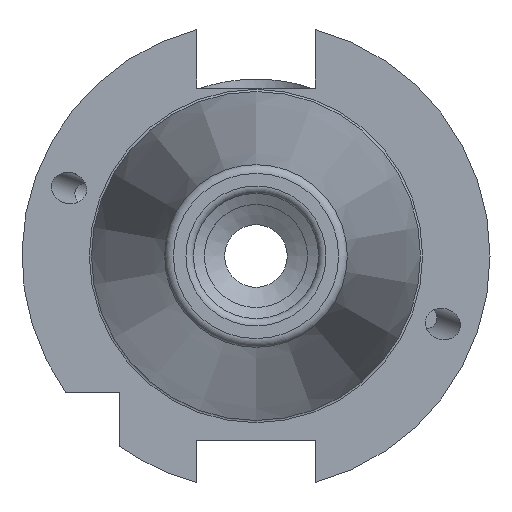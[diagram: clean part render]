
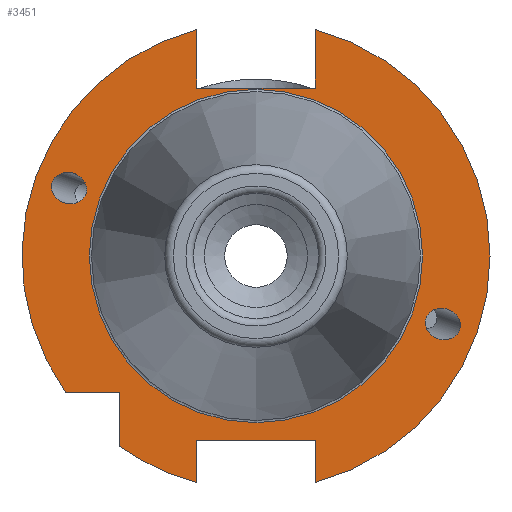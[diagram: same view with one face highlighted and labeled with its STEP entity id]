
A CAD part, left-side view. The second image highlights one B-rep face of the part: STEP entity #3451.
In plain terms, the highlighted planar face has unit normal (-1, 0, 0).
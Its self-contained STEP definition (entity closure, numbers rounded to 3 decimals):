
#487=CARTESIAN_POINT('',(3.2,-8.05,22.8));
#488=VERTEX_POINT('',#487);
#495=CARTESIAN_POINT('',(3.2,-8.05,30.738));
#496=VERTEX_POINT('',#495);
#497=CARTESIAN_POINT('',(3.2,-8.05,30.738));
#498=DIRECTION('',(0.0,0.0,-1.0));
#499=VECTOR('',#498,7.938);
#500=LINE('',#497,#499);
#501=EDGE_CURVE('',#496,#488,#500,.T.);
#1642=CARTESIAN_POINT('',(3.2,-23.093,-8.405));
#1643=VERTEX_POINT('',#1642);
#1644=CARTESIAN_POINT('',(3.2,-25.372,-9.235));
#1645=DIRECTION('',(1.0,0.0,0.0));
#1646=DIRECTION('',(0.0,-0.94,-0.342));
#1647=AXIS2_PLACEMENT_3D('',#1644,#1645,#1646);
#1648=ELLIPSE('',#1647,2.425,2.1);
#1649=EDGE_CURVE('',#1643,#1643,#1648,.T.);
#1679=CARTESIAN_POINT('',(3.2,23.093,8.405));
#1680=VERTEX_POINT('',#1679);
#1681=CARTESIAN_POINT('',(3.2,25.372,9.235));
#1682=DIRECTION('',(1.0,0.0,0.0));
#1683=DIRECTION('',(0.0,0.94,0.342));
#1684=AXIS2_PLACEMENT_3D('',#1681,#1682,#1683);
#1685=ELLIPSE('',#1684,2.425,2.1);
#1686=EDGE_CURVE('',#1680,#1680,#1685,.T.);
#2615=CARTESIAN_POINT('',(3.2,18.5,-18.5));
#2616=VERTEX_POINT('',#2615);
#2617=CARTESIAN_POINT('',(3.2,18.5,-25.834));
#2618=VERTEX_POINT('',#2617);
#2619=CARTESIAN_POINT('',(3.2,18.5,-18.5));
#2620=DIRECTION('',(0.0,0.0,-1.0));
#2621=VECTOR('',#2620,7.334);
#2622=LINE('',#2619,#2621);
#2623=EDGE_CURVE('',#2616,#2618,#2622,.T.);
#2738=CARTESIAN_POINT('',(3.2,25.834,-18.5));
#2739=VERTEX_POINT('',#2738);
#2740=CARTESIAN_POINT('',(3.2,25.834,-18.5));
#2741=DIRECTION('',(0.0,-1.0,0.0));
#2742=VECTOR('',#2741,7.334);
#2743=LINE('',#2740,#2742);
#2744=EDGE_CURVE('',#2739,#2616,#2743,.T.);
#2839=CARTESIAN_POINT('',(3.2,8.05,30.738));
#2840=VERTEX_POINT('',#2839);
#2841=CARTESIAN_POINT('',(3.2,0.0,0.));
#2842=DIRECTION('',(-1.0,0.0,0.));
#2843=DIRECTION('',(0.,0.0,1.0));
#2844=AXIS2_PLACEMENT_3D('',#2841,#2842,#2843);
#2845=CIRCLE('',#2844,31.775);
#2846=EDGE_CURVE('',#2840,#2739,#2845,.T.);
#3234=CARTESIAN_POINT('',(3.2,8.05,-25.0));
#3235=VERTEX_POINT('',#3234);
#3242=CARTESIAN_POINT('',(3.2,8.05,-30.738));
#3243=VERTEX_POINT('',#3242);
#3244=CARTESIAN_POINT('',(3.2,8.05,-30.738));
#3245=DIRECTION('',(0.0,0.0,1.0));
#3246=VECTOR('',#3245,5.738);
#3247=LINE('',#3244,#3246);
#3248=EDGE_CURVE('',#3243,#3235,#3247,.T.);
#3298=CARTESIAN_POINT('',(3.2,-8.05,-30.738));
#3299=VERTEX_POINT('',#3298);
#3306=CARTESIAN_POINT('',(3.2,-8.05,-25.0));
#3307=VERTEX_POINT('',#3306);
#3308=CARTESIAN_POINT('',(3.2,-8.05,-25.0));
#3309=DIRECTION('',(0.0,0.0,-1.0));
#3310=VECTOR('',#3309,5.738);
#3311=LINE('',#3308,#3310);
#3312=EDGE_CURVE('',#3307,#3299,#3311,.T.);
#3331=CARTESIAN_POINT('',(3.2,8.05,-25.0));
#3332=DIRECTION('',(0.0,-1.0,0.0));
#3333=VECTOR('',#3332,16.1);
#3334=LINE('',#3331,#3333);
#3335=EDGE_CURVE('',#3235,#3307,#3334,.T.);
#3392=CARTESIAN_POINT('',(3.2,0.0,27.233));
#3393=DIRECTION('',(-1.0,0.0,0.0));
#3394=DIRECTION('',(0.0,0.0,1.0));
#3395=AXIS2_PLACEMENT_3D('',#3392,#3393,#3394);
#3396=PLANE('',#3395);
#3397=ORIENTED_EDGE('',*,*,#2623,.T.);
#3398=CARTESIAN_POINT('',(3.2,0.0,0.));
#3399=DIRECTION('',(-1.0,0.0,0.));
#3400=DIRECTION('',(0.,0.0,1.0));
#3401=AXIS2_PLACEMENT_3D('',#3398,#3399,#3400);
#3402=CIRCLE('',#3401,31.775);
#3403=EDGE_CURVE('',#2618,#3243,#3402,.T.);
#3404=ORIENTED_EDGE('',*,*,#3403,.T.);
#3405=ORIENTED_EDGE('',*,*,#3248,.T.);
#3406=ORIENTED_EDGE('',*,*,#3335,.T.);
#3407=ORIENTED_EDGE('',*,*,#3312,.T.);
#3408=CARTESIAN_POINT('',(3.2,0.0,0.));
#3409=DIRECTION('',(-1.0,0.0,0.));
#3410=DIRECTION('',(0.,0.0,1.0));
#3411=AXIS2_PLACEMENT_3D('',#3408,#3409,#3410);
#3412=CIRCLE('',#3411,31.775);
#3413=EDGE_CURVE('',#3299,#496,#3412,.T.);
#3414=ORIENTED_EDGE('',*,*,#3413,.T.);
#3415=ORIENTED_EDGE('',*,*,#501,.T.);
#3416=CARTESIAN_POINT('',(3.2,8.05,22.8));
#3417=VERTEX_POINT('',#3416);
#3418=CARTESIAN_POINT('',(3.2,-8.05,22.8));
#3419=DIRECTION('',(0.0,1.0,0.0));
#3420=VECTOR('',#3419,16.1);
#3421=LINE('',#3418,#3420);
#3422=EDGE_CURVE('',#488,#3417,#3421,.T.);
#3423=ORIENTED_EDGE('',*,*,#3422,.T.);
#3424=CARTESIAN_POINT('',(3.2,8.05,22.8));
#3425=DIRECTION('',(0.0,0.0,1.0));
#3426=VECTOR('',#3425,7.938);
#3427=LINE('',#3424,#3426);
#3428=EDGE_CURVE('',#3417,#2840,#3427,.T.);
#3429=ORIENTED_EDGE('',*,*,#3428,.T.);
#3430=ORIENTED_EDGE('',*,*,#2846,.T.);
#3431=ORIENTED_EDGE('',*,*,#2744,.T.);
#3432=EDGE_LOOP('',(#3397,#3404,#3405,#3406,#3407,#3414,#3415,#3423,#3429,#3430,#3431));
#3433=FACE_OUTER_BOUND('',#3432,.T.);
#3434=ORIENTED_EDGE('',*,*,#1649,.T.);
#3435=EDGE_LOOP('',(#3434));
#3436=FACE_BOUND('',#3435,.T.);
#3437=ORIENTED_EDGE('',*,*,#1686,.T.);
#3438=EDGE_LOOP('',(#3437));
#3439=FACE_BOUND('',#3438,.T.);
#3440=CARTESIAN_POINT('',(3.2,22.625,0.0));
#3441=VERTEX_POINT('',#3440);
#3442=CARTESIAN_POINT('',(3.2,0.0,0.0));
#3443=DIRECTION('',(-1.0,0.0,0.0));
#3444=DIRECTION('',(0.0,1.0,0.0));
#3445=AXIS2_PLACEMENT_3D('',#3442,#3443,#3444);
#3446=CIRCLE('',#3445,22.625);
#3447=EDGE_CURVE('',#3441,#3441,#3446,.T.);
#3448=ORIENTED_EDGE('',*,*,#3447,.F.);
#3449=EDGE_LOOP('',(#3448));
#3450=FACE_BOUND('',#3449,.T.);
#3451=ADVANCED_FACE('',(#3433,#3436,#3439,#3450),#3396,.T.);
